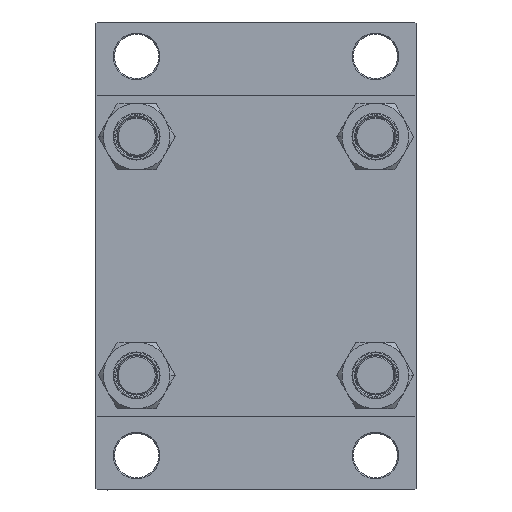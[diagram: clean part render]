
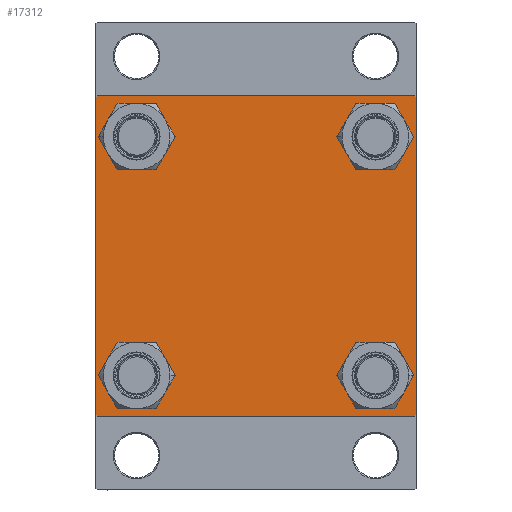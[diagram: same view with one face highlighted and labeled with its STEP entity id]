
A CAD part, left-side view. The second image highlights one B-rep face of the part: STEP entity #17312.
In plain terms, the highlighted planar face has unit normal (-1, 0, 0).
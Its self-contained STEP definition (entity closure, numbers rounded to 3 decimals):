
#50 = VERTEX_POINT ( 'NONE', #46731 ) ;
#711 = CARTESIAN_POINT ( 'NONE',  ( 0., 65., -65. ) ) ;
#1449 = VECTOR ( 'NONE', #28182, 1000. ) ;
#1521 = DIRECTION ( 'NONE',  ( 0., 0., 1. ) ) ;
#2093 = EDGE_CURVE ( 'NONE', #20995, #4916, #19283, .T. ) ;
#2280 = VERTEX_POINT ( 'NONE', #29252 ) ;
#2719 = VERTEX_POINT ( 'NONE', #30048 ) ;
#3007 = AXIS2_PLACEMENT_3D ( 'NONE', #39031, #5782, #34890 ) ;
#3592 = VECTOR ( 'NONE', #4789, 1000. ) ;
#3868 = DIRECTION ( 'NONE',  ( 1., 0., 0. ) ) ;
#3889 = CARTESIAN_POINT ( 'NONE',  ( 0., -48.45, -48.45 ) ) ;
#4248 = CARTESIAN_POINT ( 'NONE',  ( 0., -64.75, 64.75 ) ) ;
#4494 = ORIENTED_EDGE ( 'NONE', *, *, #22911, .T. ) ;
#4624 = DIRECTION ( 'NONE',  ( 1., 0., 0. ) ) ;
#4789 = DIRECTION ( 'NONE',  ( 0., 0.707, -0.707 ) ) ;
#4916 = VERTEX_POINT ( 'NONE', #17834 ) ;
#5190 = CARTESIAN_POINT ( 'NONE',  ( 0., 48.45, -48.45 ) ) ;
#5310 = ORIENTED_EDGE ( 'NONE', *, *, #32644, .F. ) ;
#5782 = DIRECTION ( 'NONE',  ( -1., 0., 0. ) ) ;
#6028 = EDGE_CURVE ( 'NONE', #25788, #2719, #19914, .T. ) ;
#6284 = EDGE_LOOP ( 'NONE', ( #16310, #9205 ) ) ;
#6417 = CARTESIAN_POINT ( 'NONE',  ( 0., -48.45, -39.95 ) ) ;
#6636 = CARTESIAN_POINT ( 'NONE',  ( 0., 64.5, -65. ) ) ;
#7214 = DIRECTION ( 'NONE',  ( 1., 0., 0. ) ) ;
#7393 = EDGE_CURVE ( 'NONE', #22637, #2280, #26532, .T. ) ;
#7597 = EDGE_LOOP ( 'NONE', ( #22384, #39043, #28258, #10160, #5310, #25254, #16727, #23352 ) ) ;
#7646 = CIRCLE ( 'NONE', #48230, 8.5 ) ;
#8076 = CARTESIAN_POINT ( 'NONE',  ( 0., 48.45, 56.95 ) ) ;
#8250 = CARTESIAN_POINT ( 'NONE',  ( 0., 48.45, 48.45 ) ) ;
#8491 = DIRECTION ( 'NONE',  ( 0., 0., 1. ) ) ;
#8627 = VERTEX_POINT ( 'NONE', #15206 ) ;
#8972 = FACE_OUTER_BOUND ( 'NONE', #7597, .T. ) ;
#9205 = ORIENTED_EDGE ( 'NONE', *, *, #19552, .T. ) ;
#9211 = FACE_BOUND ( 'NONE', #38499, .T. ) ;
#9698 = VERTEX_POINT ( 'NONE', #21777 ) ;
#10160 = ORIENTED_EDGE ( 'NONE', *, *, #17113, .T. ) ;
#10202 = AXIS2_PLACEMENT_3D ( 'NONE', #15031, #7214, #40933 ) ;
#10314 = CARTESIAN_POINT ( 'NONE',  ( 0., -65., 65. ) ) ;
#10716 = DIRECTION ( 'NONE',  ( 0., 0., 1. ) ) ;
#11140 = ORIENTED_EDGE ( 'NONE', *, *, #33163, .T. ) ;
#11477 = DIRECTION ( 'NONE',  ( 0., 0., 1. ) ) ;
#12191 = DIRECTION ( 'NONE',  ( 0., -1., 0. ) ) ;
#12872 = FACE_BOUND ( 'NONE', #37896, .T. ) ;
#12876 = EDGE_LOOP ( 'NONE', ( #32954, #27163 ) ) ;
#12931 = LINE ( 'NONE', #16596, #13940 ) ;
#13116 = PLANE ( 'NONE',  #3007 ) ;
#13940 = VECTOR ( 'NONE', #16366, 1000. ) ;
#14129 = CARTESIAN_POINT ( 'NONE',  ( 0., -48.45, -56.95 ) ) ;
#14286 = EDGE_CURVE ( 'NONE', #22637, #19040, #32673, .T. ) ;
#15031 = CARTESIAN_POINT ( 'NONE',  ( 0., -48.45, 48.45 ) ) ;
#15159 = CARTESIAN_POINT ( 'NONE',  ( 0., 48.45, 48.45 ) ) ;
#15206 = CARTESIAN_POINT ( 'NONE',  ( 0., 48.45, 39.95 ) ) ;
#15255 = DIRECTION ( 'NONE',  ( 0., 0.707, 0.707 ) ) ;
#15357 = EDGE_CURVE ( 'NONE', #19580, #8627, #7646, .T. ) ;
#16310 = ORIENTED_EDGE ( 'NONE', *, *, #15357, .T. ) ;
#16360 = DIRECTION ( 'NONE',  ( 0., 0., 1. ) ) ;
#16366 = DIRECTION ( 'NONE',  ( 0., -0.707, 0.707 ) ) ;
#16596 = CARTESIAN_POINT ( 'NONE',  ( 0., -64.75, -64.75 ) ) ;
#16727 = ORIENTED_EDGE ( 'NONE', *, *, #14286, .F. ) ;
#16770 = CARTESIAN_POINT ( 'NONE',  ( 0., -64.5, 65. ) ) ;
#17066 = CARTESIAN_POINT ( 'NONE',  ( 0., -48.45, 48.45 ) ) ;
#17113 = EDGE_CURVE ( 'NONE', #4916, #50, #12931, .T. ) ;
#17312 = ADVANCED_FACE ( 'NONE', ( #39266, #9211, #12872, #42448, #8972 ), #13116, .T. ) ;
#17834 = CARTESIAN_POINT ( 'NONE',  ( 0., -64.5, -65. ) ) ;
#18173 = LINE ( 'NONE', #4248, #36498 ) ;
#18189 = CARTESIAN_POINT ( 'NONE',  ( 0., 64.75, -64.75 ) ) ;
#18254 = AXIS2_PLACEMENT_3D ( 'NONE', #5190, #20093, #1521 ) ;
#18523 = CARTESIAN_POINT ( 'NONE',  ( 0., -48.45, -48.45 ) ) ;
#19040 = VERTEX_POINT ( 'NONE', #16770 ) ;
#19283 = LINE ( 'NONE', #711, #47118 ) ;
#19552 = EDGE_CURVE ( 'NONE', #8627, #19580, #23383, .T. ) ;
#19570 = CARTESIAN_POINT ( 'NONE',  ( 0., 65., -64.5 ) ) ;
#19580 = VERTEX_POINT ( 'NONE', #8076 ) ;
#19914 = CIRCLE ( 'NONE', #42568, 8.5 ) ;
#20093 = DIRECTION ( 'NONE',  ( 1., 0., 0. ) ) ;
#20365 = CARTESIAN_POINT ( 'NONE',  ( 0., 48.45, -56.95 ) ) ;
#20995 = VERTEX_POINT ( 'NONE', #6636 ) ;
#21276 = CIRCLE ( 'NONE', #34605, 8.5 ) ;
#21376 = LINE ( 'NONE', #18189, #34544 ) ;
#21777 = CARTESIAN_POINT ( 'NONE',  ( 0., -65., 64.5 ) ) ;
#21837 = VERTEX_POINT ( 'NONE', #19570 ) ;
#22384 = ORIENTED_EDGE ( 'NONE', *, *, #48320, .T. ) ;
#22637 = VERTEX_POINT ( 'NONE', #28350 ) ;
#22911 = EDGE_CURVE ( 'NONE', #28564, #27089, #28870, .T. ) ;
#23274 = CARTESIAN_POINT ( 'NONE',  ( 0., 48.45, -39.95 ) ) ;
#23352 = ORIENTED_EDGE ( 'NONE', *, *, #7393, .T. ) ;
#23383 = CIRCLE ( 'NONE', #46005, 8.5 ) ;
#25108 = EDGE_CURVE ( 'NONE', #2719, #25788, #31286, .T. ) ;
#25216 = DIRECTION ( 'NONE',  ( 0., 0., -1. ) ) ;
#25254 = ORIENTED_EDGE ( 'NONE', *, *, #47271, .T. ) ;
#25788 = VERTEX_POINT ( 'NONE', #32191 ) ;
#26069 = CIRCLE ( 'NONE', #29947, 8.5 ) ;
#26532 = LINE ( 'NONE', #41940, #3592 ) ;
#27089 = VERTEX_POINT ( 'NONE', #6417 ) ;
#27163 = ORIENTED_EDGE ( 'NONE', *, *, #6028, .T. ) ;
#27305 = AXIS2_PLACEMENT_3D ( 'NONE', #3889, #4624, #38356 ) ;
#27610 = ORIENTED_EDGE ( 'NONE', *, *, #35116, .T. ) ;
#27641 = EDGE_CURVE ( 'NONE', #21837, #20995, #21376, .T. ) ;
#27747 = VERTEX_POINT ( 'NONE', #20365 ) ;
#28182 = DIRECTION ( 'NONE',  ( 0., 0., -1. ) ) ;
#28258 = ORIENTED_EDGE ( 'NONE', *, *, #2093, .T. ) ;
#28339 = VECTOR ( 'NONE', #25216, 1000. ) ;
#28350 = CARTESIAN_POINT ( 'NONE',  ( 0., 64.5, 65. ) ) ;
#28526 = CARTESIAN_POINT ( 'NONE',  ( 0., 65., 65. ) ) ;
#28564 = VERTEX_POINT ( 'NONE', #14129 ) ;
#28870 = CIRCLE ( 'NONE', #27305, 8.5 ) ;
#28959 = DIRECTION ( 'NONE',  ( 0., 0., 1. ) ) ;
#29252 = CARTESIAN_POINT ( 'NONE',  ( 0., 65., 64.5 ) ) ;
#29443 = VECTOR ( 'NONE', #44161, 1000. ) ;
#29947 = AXIS2_PLACEMENT_3D ( 'NONE', #18523, #3868, #10716 ) ;
#30048 = CARTESIAN_POINT ( 'NONE',  ( 0., -48.45, 56.95 ) ) ;
#30733 = DIRECTION ( 'NONE',  ( 1., 0., 0. ) ) ;
#31286 = CIRCLE ( 'NONE', #10202, 8.5 ) ;
#32191 = CARTESIAN_POINT ( 'NONE',  ( 0., -48.45, 39.95 ) ) ;
#32644 = EDGE_CURVE ( 'NONE', #9698, #50, #47451, .T. ) ;
#32673 = LINE ( 'NONE', #28526, #29443 ) ;
#32863 = CARTESIAN_POINT ( 'NONE',  ( 0., 48.45, -48.45 ) ) ;
#32954 = ORIENTED_EDGE ( 'NONE', *, *, #25108, .T. ) ;
#33163 = EDGE_CURVE ( 'NONE', #27747, #45846, #21276, .T. ) ;
#33832 = CIRCLE ( 'NONE', #18254, 8.5 ) ;
#34544 = VECTOR ( 'NONE', #35815, 1000. ) ;
#34605 = AXIS2_PLACEMENT_3D ( 'NONE', #32863, #36778, #28959 ) ;
#34666 = EDGE_CURVE ( 'NONE', #45846, #27747, #33832, .T. ) ;
#34890 = DIRECTION ( 'NONE',  ( 0., 0., 1. ) ) ;
#35116 = EDGE_CURVE ( 'NONE', #27089, #28564, #26069, .T. ) ;
#35815 = DIRECTION ( 'NONE',  ( 0., -0.707, -0.707 ) ) ;
#36228 = LINE ( 'NONE', #39420, #1449 ) ;
#36498 = VECTOR ( 'NONE', #15255, 1000. ) ;
#36778 = DIRECTION ( 'NONE',  ( 1., 0., 0. ) ) ;
#37896 = EDGE_LOOP ( 'NONE', ( #46902, #11140 ) ) ;
#38356 = DIRECTION ( 'NONE',  ( 0., 0., 1. ) ) ;
#38499 = EDGE_LOOP ( 'NONE', ( #27610, #4494 ) ) ;
#39031 = CARTESIAN_POINT ( 'NONE',  ( 0., 0., 0. ) ) ;
#39043 = ORIENTED_EDGE ( 'NONE', *, *, #27641, .T. ) ;
#39266 = FACE_BOUND ( 'NONE', #12876, .T. ) ;
#39420 = CARTESIAN_POINT ( 'NONE',  ( 0., 65., 65. ) ) ;
#40933 = DIRECTION ( 'NONE',  ( 0., 0., 1. ) ) ;
#41940 = CARTESIAN_POINT ( 'NONE',  ( 0., 64.75, 64.75 ) ) ;
#42448 = FACE_BOUND ( 'NONE', #6284, .T. ) ;
#42568 = AXIS2_PLACEMENT_3D ( 'NONE', #17066, #42982, #16360 ) ;
#42982 = DIRECTION ( 'NONE',  ( 1., 0., 0. ) ) ;
#44161 = DIRECTION ( 'NONE',  ( 0., -1., 0. ) ) ;
#44970 = DIRECTION ( 'NONE',  ( 1., 0., 0. ) ) ;
#45846 = VERTEX_POINT ( 'NONE', #23274 ) ;
#46005 = AXIS2_PLACEMENT_3D ( 'NONE', #15159, #44970, #11477 ) ;
#46731 = CARTESIAN_POINT ( 'NONE',  ( 0., -65., -64.5 ) ) ;
#46902 = ORIENTED_EDGE ( 'NONE', *, *, #34666, .T. ) ;
#47118 = VECTOR ( 'NONE', #12191, 1000. ) ;
#47271 = EDGE_CURVE ( 'NONE', #9698, #19040, #18173, .T. ) ;
#47451 = LINE ( 'NONE', #10314, #28339 ) ;
#48230 = AXIS2_PLACEMENT_3D ( 'NONE', #8250, #30733, #8491 ) ;
#48320 = EDGE_CURVE ( 'NONE', #2280, #21837, #36228, .T. ) ;
